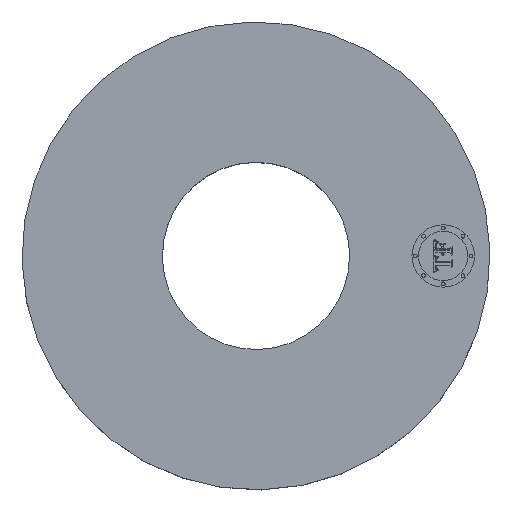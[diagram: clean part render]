
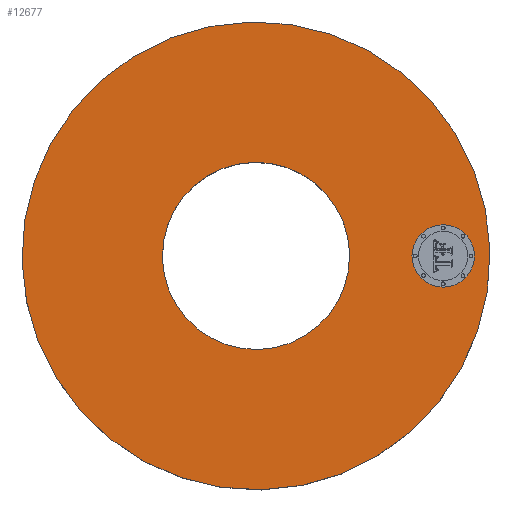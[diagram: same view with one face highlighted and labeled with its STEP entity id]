
A CAD part, top view. The second image highlights one B-rep face of the part: STEP entity #12677.
In plain terms, the highlighted planar face has unit normal (0, 0, 1).
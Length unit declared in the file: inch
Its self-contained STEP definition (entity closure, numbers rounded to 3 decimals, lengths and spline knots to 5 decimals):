
#3248=AXIS2_PLACEMENT_3D('Circle Axis2P3D',#3246,#3247,$) ;
#3267=AXIS2_PLACEMENT_3D('Circle Axis2P3D',#3265,#3266,$) ;
#3748=AXIS2_PLACEMENT_3D('Circle Axis2P3D',#3746,#3747,$) ;
#3774=AXIS2_PLACEMENT_3D('Circle Axis2P3D',#3772,#3773,$) ;
#12649=AXIS2_PLACEMENT_3D('Plane Axis2P3D',#12646,#12647,#12648) ;
#12661=AXIS2_PLACEMENT_3D('Circle Axis2P3D',#12659,#12660,$) ;
#12670=AXIS2_PLACEMENT_3D('Circle Axis2P3D',#12668,#12669,$) ;
#3243=CARTESIAN_POINT('Vertex',(-1.79785,-3.29093,1.5)) ;
#3246=CARTESIAN_POINT('Axis2P3D Location',(0.,0.,1.5)) ;
#3250=CARTESIAN_POINT('Vertex',(1.79785,3.29093,1.5)) ;
#3265=CARTESIAN_POINT('Axis2P3D Location',(0.,0.,1.5)) ;
#3746=CARTESIAN_POINT('Axis2P3D Location',(0.,0.,1.5)) ;
#3750=CARTESIAN_POINT('Vertex',(0.71914,1.31637,1.5)) ;
#3752=CARTESIAN_POINT('Vertex',(-0.71914,-1.31637,1.5)) ;
#3772=CARTESIAN_POINT('Axis2P3D Location',(0.,0.,1.5)) ;
#12646=CARTESIAN_POINT('Axis2P3D Location',(0.,1.5,1.5)) ;
#12659=CARTESIAN_POINT('Axis2P3D Location',(3.,0.,1.5)) ;
#12663=CARTESIAN_POINT('Vertex',(3.,-0.5,1.5)) ;
#12665=CARTESIAN_POINT('Vertex',(3.,0.5,1.5)) ;
#12668=CARTESIAN_POINT('Axis2P3D Location',(3.,0.,1.5)) ;
#3247=DIRECTION('Axis2P3D Direction',(0.,0.,-0.039)) ;
#3266=DIRECTION('Axis2P3D Direction',(0.,0.,-0.039)) ;
#3747=DIRECTION('Axis2P3D Direction',(0.,0.,-0.039)) ;
#3773=DIRECTION('Axis2P3D Direction',(0.,0.,-0.039)) ;
#12647=DIRECTION('Axis2P3D Direction',(0.,0.,-0.039)) ;
#12648=DIRECTION('Axis2P3D XDirection',(0.039,0.,0.)) ;
#12660=DIRECTION('Axis2P3D Direction',(0.,0.,-0.039)) ;
#12669=DIRECTION('Axis2P3D Direction',(0.,0.,-0.039)) ;
#12652=ORIENTED_EDGE('',*,*,#3269,.F.) ;
#12653=ORIENTED_EDGE('',*,*,#3252,.F.) ;
#12656=ORIENTED_EDGE('',*,*,#3776,.T.) ;
#12657=ORIENTED_EDGE('',*,*,#3754,.T.) ;
#12674=ORIENTED_EDGE('',*,*,#12667,.F.) ;
#12675=ORIENTED_EDGE('',*,*,#12672,.F.) ;
#12658=FACE_BOUND('',#12655,.T.) ;
#12676=FACE_BOUND('',#12673,.T.) ;
#12677=ADVANCED_FACE('PartBody',(#12654,#12658,#12676),#12650,.F.) ;
#3249=CIRCLE('generated circle',#3248,3.75) ;
#3268=CIRCLE('generated circle',#3267,3.75) ;
#3749=CIRCLE('generated circle',#3748,1.5) ;
#3775=CIRCLE('generated circle',#3774,1.5) ;
#12662=CIRCLE('generated circle',#12661,0.5) ;
#12671=CIRCLE('generated circle',#12670,0.5) ;
#3252=EDGE_CURVE('',#3244,#3251,#3249,.T.) ;
#3269=EDGE_CURVE('',#3251,#3244,#3268,.T.) ;
#3754=EDGE_CURVE('',#3751,#3753,#3749,.T.) ;
#3776=EDGE_CURVE('',#3753,#3751,#3775,.T.) ;
#12667=EDGE_CURVE('',#12664,#12666,#12662,.F.) ;
#12672=EDGE_CURVE('',#12666,#12664,#12671,.F.) ;
#12651=EDGE_LOOP('',(#12652,#12653)) ;
#12655=EDGE_LOOP('',(#12656,#12657)) ;
#12673=EDGE_LOOP('',(#12674,#12675)) ;
#12654=FACE_OUTER_BOUND('',#12651,.T.) ;
#12650=PLANE('',#12649) ;
#3244=VERTEX_POINT('',#3243) ;
#3251=VERTEX_POINT('',#3250) ;
#3751=VERTEX_POINT('',#3750) ;
#3753=VERTEX_POINT('',#3752) ;
#12664=VERTEX_POINT('',#12663) ;
#12666=VERTEX_POINT('',#12665) ;
